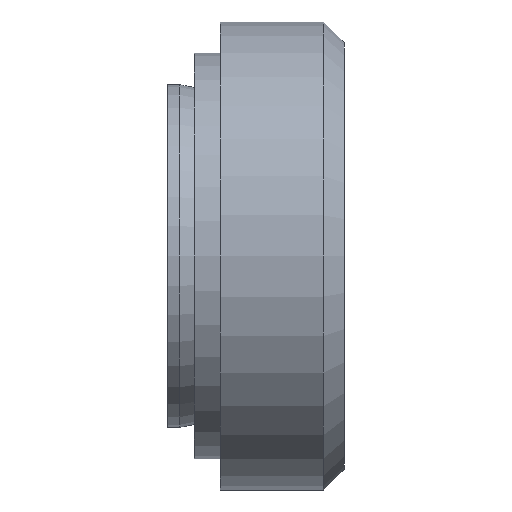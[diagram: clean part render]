
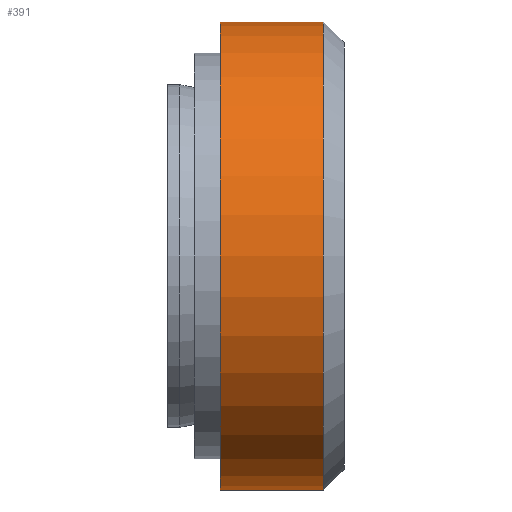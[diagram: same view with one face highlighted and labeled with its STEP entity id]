
A CAD part, front view. The second image highlights one B-rep face of the part: STEP entity #391.
In plain terms, the highlighted cylindrical face has radius 4.318 mm (diameter 8.636 mm), a partial arc.
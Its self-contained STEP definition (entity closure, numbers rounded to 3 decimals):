
#306=CARTESIAN_POINT('POINT2328',(0.965,
   0.,4.318));
#307=VERTEX_POINT('VERTEX2328',#306);
#308=CARTESIAN_POINT('POINT2329',(0.965,
   0.,-4.318));
#309=VERTEX_POINT('VERTEX2329',#308);
#310=CARTESIAN_POINT('POS2981',(0.965,0.,
   0.));
#311=DIRECTION('DIR4763',(1.,0.,0.));
#312=DIRECTION('DIR4764',(0.,0.,
   1.));
#313=AXIS2_PLACEMENT_3D('AXIS1783',#310,#311,#312);
#314=CIRCLE('ELLIPSE927',#313,4.318);
#315=EDGE_CURVE('EDGE3714',#307,#309,#314,.T.);
#327=CARTESIAN_POINT('POINT2330',(2.87,0.,
   4.318));
#328=VERTEX_POINT('VERTEX2330',#327);
#329=CARTESIAN_POINT('POS2983',(1.918,0.,
   4.318));
#330=DIRECTION('DIR4767',(1.,0.,0.));
#331=VECTOR('VEC1199',#330,1.);
#332=LINE('STRAIGHT1199',#329,#331);
#333=EDGE_CURVE('EDGE3716',#307,#328,#332,.T.);
#335=CARTESIAN_POINT('POINT2331',(2.87,0.,
   -4.318));
#336=VERTEX_POINT('VERTEX2331',#335);
#337=CARTESIAN_POINT('POS2984',(2.87,0.,
   0.));
#338=DIRECTION('DIR4768',(1.,0.,0.));
#339=DIRECTION('DIR4769',(0.,0.,
   1.));
#340=AXIS2_PLACEMENT_3D('AXIS1785',#337,#338,#339);
#341=CIRCLE('ELLIPSE928',#340,4.318);
#344=CARTESIAN_POINT('POS2985',(1.918,0.,
   -4.318));
#345=DIRECTION('DIR4770',(-1.,0.,0.));
#346=VECTOR('VEC1200',#345,1.);
#347=LINE('STRAIGHT1200',#344,#346);
#348=EDGE_CURVE('EDGE3718',#336,#309,#347,.T.);
#353=CARTESIAN_POINT('POS2986',(1.918,0.,
   0.));
#354=DIRECTION('DIR4771',(1.,0.,0.));
#355=DIRECTION('DIR4772',(0.,0.,
   1.));
#356=AXIS2_PLACEMENT_3D('AXIS1786',#353,#354,#355);
#357=CYLINDRICAL_SURFACE('CONE_SURF391',#356,4.318);
#384=ORIENTED_EDGE('COEDGE7435',*,*,#333,.F.);
#385=ORIENTED_EDGE('COEDGE7436',*,*,#315,.T.);
#386=ORIENTED_EDGE('COEDGE7437',*,*,#348,.F.);
#387=EDGE_CURVE('EDGE3721',#328,#336,#341,.T.);
#388=ORIENTED_EDGE('COEDGE7438',*,*,#387,.F.);
#389=EDGE_LOOP('NONE',(#384,#385,#386,#388));
#390=FACE_BOUND('LOOP1',#389,.T.);
#391=ADVANCED_FACE('FACE1568',(#390),#357,.T.);
